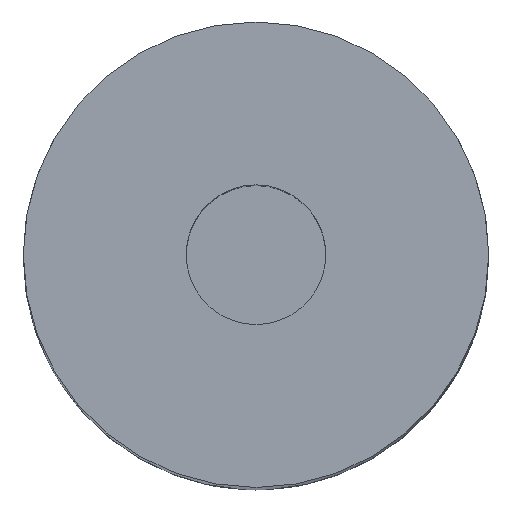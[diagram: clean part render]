
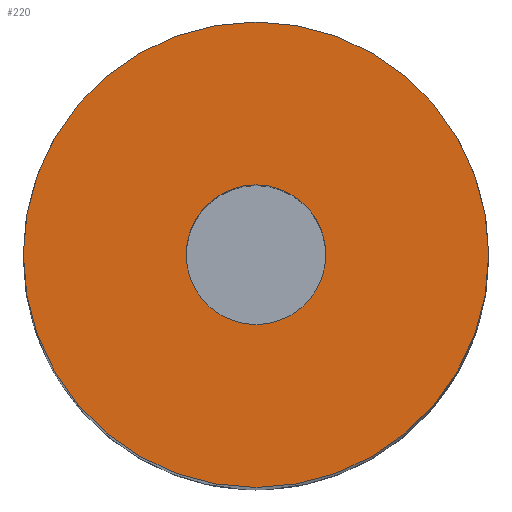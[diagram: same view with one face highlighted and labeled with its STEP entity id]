
A CAD part, top view. The second image highlights one B-rep face of the part: STEP entity #220.
In plain terms, the highlighted planar face has unit normal (0, 0, 1).
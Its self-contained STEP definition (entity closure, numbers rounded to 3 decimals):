
#19 = FACE_OUTER_BOUND ( 'NONE', #842, .T. ) ;
#36 = DIRECTION ( 'NONE',  ( 0., 0., 1. ) ) ;
#52 = CARTESIAN_POINT ( 'NONE',  ( 20., 0., 125. ) ) ;
#95 = CARTESIAN_POINT ( 'NONE',  ( 0., 0., 125. ) ) ;
#100 = DIRECTION ( 'NONE',  ( 0., 0., -1. ) ) ;
#121 = EDGE_LOOP ( 'NONE', ( #764, #812 ) ) ;
#149 = CARTESIAN_POINT ( 'NONE',  ( 0., 0., 125. ) ) ;
#161 = DIRECTION ( 'NONE',  ( 1., 0., 0. ) ) ;
#198 = AXIS2_PLACEMENT_3D ( 'NONE', #455, #100, #676 ) ;
#199 = AXIS2_PLACEMENT_3D ( 'NONE', #95, #379, #672 ) ;
#220 = ADVANCED_FACE ( 'NONE', ( #604, #19 ), #889, .F. ) ;
#227 = CARTESIAN_POINT ( 'NONE',  ( 0., 0., 125. ) ) ;
#243 = AXIS2_PLACEMENT_3D ( 'NONE', #149, #359, #441 ) ;
#348 = CIRCLE ( 'NONE', #929, 6. ) ;
#359 = DIRECTION ( 'NONE',  ( 0., 0., 1. ) ) ;
#363 = DIRECTION ( 'NONE',  ( 0., 0., 1. ) ) ;
#375 = ORIENTED_EDGE ( 'NONE', *, *, #850, .T. ) ;
#379 = DIRECTION ( 'NONE',  ( 0., 0., 1. ) ) ;
#437 = CARTESIAN_POINT ( 'NONE',  ( 6., 0., 125. ) ) ;
#441 = DIRECTION ( 'NONE',  ( 1., 0., 0. ) ) ;
#455 = CARTESIAN_POINT ( 'NONE',  ( 20., 0., 125. ) ) ;
#484 = CIRCLE ( 'NONE', #872, 20. ) ;
#604 = FACE_BOUND ( 'NONE', #121, .T. ) ;
#608 = VERTEX_POINT ( 'NONE', #612 ) ;
#612 = CARTESIAN_POINT ( 'NONE',  ( -6., 0., 125. ) ) ;
#618 = CARTESIAN_POINT ( 'NONE',  ( 0., 0., 125. ) ) ;
#638 = EDGE_CURVE ( 'NONE', #608, #880, #661, .T. ) ;
#650 = EDGE_CURVE ( 'NONE', #880, #608, #348, .T. ) ;
#661 = CIRCLE ( 'NONE', #199, 6. ) ;
#672 = DIRECTION ( 'NONE',  ( 1., 0., 0. ) ) ;
#676 = DIRECTION ( 'NONE',  ( -1., 0., 0. ) ) ;
#691 = DIRECTION ( 'NONE',  ( 1., 0., 0. ) ) ;
#700 = VERTEX_POINT ( 'NONE', #52 ) ;
#764 = ORIENTED_EDGE ( 'NONE', *, *, #650, .F. ) ;
#778 = EDGE_CURVE ( 'NONE', #700, #787, #484, .T. ) ;
#787 = VERTEX_POINT ( 'NONE', #877 ) ;
#812 = ORIENTED_EDGE ( 'NONE', *, *, #638, .F. ) ;
#842 = EDGE_LOOP ( 'NONE', ( #886, #375 ) ) ;
#850 = EDGE_CURVE ( 'NONE', #787, #700, #909, .T. ) ;
#872 = AXIS2_PLACEMENT_3D ( 'NONE', #227, #363, #161 ) ;
#877 = CARTESIAN_POINT ( 'NONE',  ( -20., 0., 125. ) ) ;
#880 = VERTEX_POINT ( 'NONE', #437 ) ;
#886 = ORIENTED_EDGE ( 'NONE', *, *, #778, .T. ) ;
#889 = PLANE ( 'NONE',  #198 ) ;
#909 = CIRCLE ( 'NONE', #243, 20. ) ;
#929 = AXIS2_PLACEMENT_3D ( 'NONE', #618, #36, #691 ) ;
